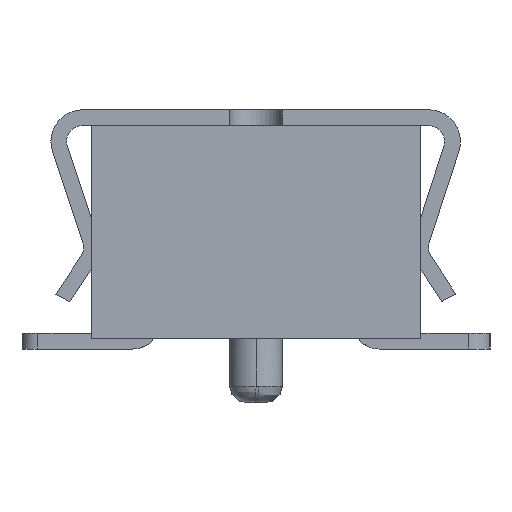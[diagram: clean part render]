
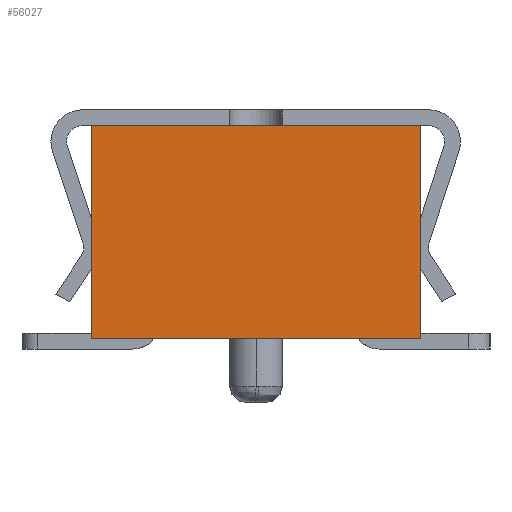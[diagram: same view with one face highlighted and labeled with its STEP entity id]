
A CAD part, left-side view. The second image highlights one B-rep face of the part: STEP entity #56027.
In plain terms, the highlighted planar face has unit normal (-1, 0, 0).
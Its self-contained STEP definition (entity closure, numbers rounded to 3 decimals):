
#4475=CARTESIAN_POINT('',(-6.55,-1.55,2.));
#4476=VERTEX_POINT('',#4475);
#4497=CARTESIAN_POINT('',(-6.55,1.55,2.));
#4498=VERTEX_POINT('',#4497);
#4508=CARTESIAN_POINT('',(-6.55,-1.55,2.));
#4509=CARTESIAN_POINT('',(-6.55,-0.93,2.));
#4510=CARTESIAN_POINT('',(-6.55,-0.31,2.));
#4511=CARTESIAN_POINT('',(-6.55,0.31,2.));
#4512=CARTESIAN_POINT('',(-6.55,0.93,2.));
#4513=CARTESIAN_POINT('',(-6.55,1.55,2.));
#4514=B_SPLINE_CURVE_WITH_KNOTS('',5,(#4508,#4509,#4510,#4511,#4512,#4513),.UNSPECIFIED.,.F.,.U.,(6,6),(0.,3.1),.UNSPECIFIED.);
#4515=EDGE_CURVE('',#4476,#4498,#4514,.T.);
#55405=CARTESIAN_POINT('',(-6.55,1.55,0.));
#55406=VERTEX_POINT('',#55405);
#55416=CARTESIAN_POINT('',(-6.55,1.55,0.));
#55417=CARTESIAN_POINT('',(-6.55,1.55,0.4));
#55418=CARTESIAN_POINT('',(-6.55,1.55,0.8));
#55419=CARTESIAN_POINT('',(-6.55,1.55,1.2));
#55420=CARTESIAN_POINT('',(-6.55,1.55,1.6));
#55421=CARTESIAN_POINT('',(-6.55,1.55,2.));
#55422=B_SPLINE_CURVE_WITH_KNOTS('',5,(#55416,#55417,#55418,#55419,#55420,#55421),.UNSPECIFIED.,.F.,.U.,(6,6),(0.,2.),.UNSPECIFIED.);
#55423=EDGE_CURVE('',#55406,#4498,#55422,.T.);
#55475=CARTESIAN_POINT('',(-6.55,-1.55,0.));
#55476=VERTEX_POINT('',#55475);
#55996=CARTESIAN_POINT('',(-6.55,-1.55,2.));
#55997=CARTESIAN_POINT('',(-6.55,-1.55,1.6));
#55998=CARTESIAN_POINT('',(-6.55,-1.55,1.2));
#55999=CARTESIAN_POINT('',(-6.55,-1.55,0.8));
#56000=CARTESIAN_POINT('',(-6.55,-1.55,0.4));
#56001=CARTESIAN_POINT('',(-6.55,-1.55,0.));
#56002=B_SPLINE_CURVE_WITH_KNOTS('',5,(#55996,#55997,#55998,#55999,#56000,#56001),.UNSPECIFIED.,.F.,.U.,(6,6),(0.,2.),.UNSPECIFIED.);
#56003=EDGE_CURVE('',#4476,#55476,#56002,.T.);
#56008=CARTESIAN_POINT('',(-6.55,0.,1.));
#56009=DIRECTION('',(0.,-1.,0.));
#56010=DIRECTION('',(-1.,0.,0.));
#56011=AXIS2_PLACEMENT_3D('',#56008,#56010,#56009);
#56012=PLANE('',#56011);
#56013=CARTESIAN_POINT('',(-6.55,-1.55,0.));
#56014=CARTESIAN_POINT('',(-6.55,-0.93,0.));
#56015=CARTESIAN_POINT('',(-6.55,-0.31,0.));
#56016=CARTESIAN_POINT('',(-6.55,0.31,0.));
#56017=CARTESIAN_POINT('',(-6.55,0.93,0.));
#56018=CARTESIAN_POINT('',(-6.55,1.55,0.));
#56019=B_SPLINE_CURVE_WITH_KNOTS('',5,(#56013,#56014,#56015,#56016,#56017,#56018),.UNSPECIFIED.,.F.,.U.,(6,6),(0.,3.1),.UNSPECIFIED.);
#56020=EDGE_CURVE('',#55476,#55406,#56019,.T.);
#56021=ORIENTED_EDGE('',*,*,#56020,.F.);
#56022=ORIENTED_EDGE('',*,*,#56003,.F.);
#56023=ORIENTED_EDGE('',*,*,#4515,.T.);
#56024=ORIENTED_EDGE('',*,*,#55423,.F.);
#56025=EDGE_LOOP('',(#56021,#56022,#56023,#56024));
#56026=FACE_OUTER_BOUND('',#56025,.T.);
#56027=ADVANCED_FACE('',(#56026),#56012,.T.);
